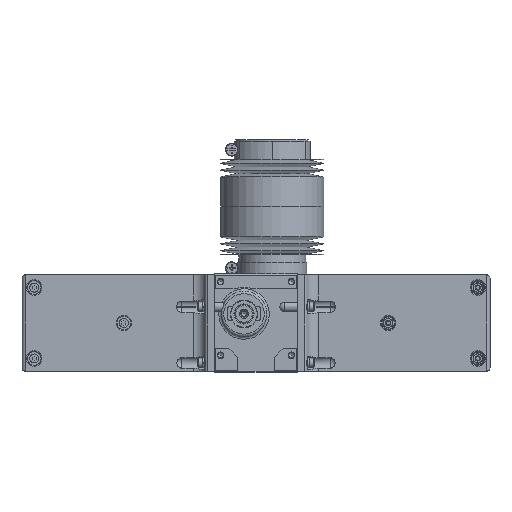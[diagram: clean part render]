
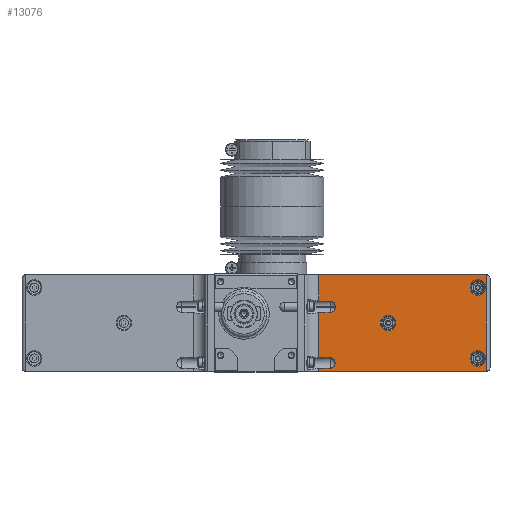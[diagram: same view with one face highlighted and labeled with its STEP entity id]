
A CAD part, top view. The second image highlights one B-rep face of the part: STEP entity #13076.
In plain terms, the highlighted face is planar.
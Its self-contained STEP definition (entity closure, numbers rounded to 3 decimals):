
#830=LINE('',#20483,#1881);
#832=LINE('',#20491,#1883);
#836=LINE('',#20505,#1887);
#838=LINE('',#20516,#1889);
#842=LINE('',#20540,#1893);
#843=LINE('',#20541,#1894);
#847=LINE('',#20565,#1898);
#848=LINE('',#20569,#1899);
#849=LINE('',#20570,#1900);
#850=LINE('',#20574,#1901);
#851=LINE('',#20578,#1902);
#1881=VECTOR('',#16292,1000.);
#1883=VECTOR('',#16300,1000.);
#1887=VECTOR('',#16316,1000.);
#1889=VECTOR('',#16322,1000.);
#1893=VECTOR('',#16330,1000.);
#1894=VECTOR('',#16331,1000.);
#1898=VECTOR('',#16347,1000.);
#1899=VECTOR('',#16350,1000.);
#1900=VECTOR('',#16351,1000.);
#1901=VECTOR('',#16354,1000.);
#1902=VECTOR('',#16357,1000.);
#3577=ORIENTED_EDGE('',*,*,#6733,.F.);
#3578=ORIENTED_EDGE('',*,*,#6734,.F.);
#3579=ORIENTED_EDGE('',*,*,#6735,.F.);
#3580=ORIENTED_EDGE('',*,*,#6736,.T.);
#3581=ORIENTED_EDGE('',*,*,#6737,.T.);
#3582=ORIENTED_EDGE('',*,*,#6738,.T.);
#3583=ORIENTED_EDGE('',*,*,#6726,.T.);
#3584=ORIENTED_EDGE('',*,*,#6703,.T.);
#3585=ORIENTED_EDGE('',*,*,#6714,.F.);
#3586=ORIENTED_EDGE('',*,*,#6707,.F.);
#3587=ORIENTED_EDGE('',*,*,#6725,.T.);
#3588=ORIENTED_EDGE('',*,*,#6739,.T.);
#3589=ORIENTED_EDGE('',*,*,#6740,.T.);
#3590=ORIENTED_EDGE('',*,*,#6741,.F.);
#3591=ORIENTED_EDGE('',*,*,#6742,.T.);
#3592=ORIENTED_EDGE('',*,*,#6743,.T.);
#3593=ORIENTED_EDGE('',*,*,#6717,.T.);
#6703=EDGE_CURVE('',#8379,#8378,#830,.T.);
#6707=EDGE_CURVE('',#8382,#8383,#832,.T.);
#6714=EDGE_CURVE('',#8383,#8378,#836,.T.);
#6717=EDGE_CURVE('',#8388,#8386,#838,.T.);
#6725=EDGE_CURVE('',#8382,#8395,#842,.T.);
#6726=EDGE_CURVE('',#8396,#8379,#843,.T.);
#6733=EDGE_CURVE('',#8402,#8402,#9520,.T.);
#6734=EDGE_CURVE('',#8403,#8403,#9521,.T.);
#6735=EDGE_CURVE('',#8404,#8404,#9522,.T.);
#6736=EDGE_CURVE('',#8386,#8405,#847,.F.);
#6737=EDGE_CURVE('',#8405,#8406,#9523,.T.);
#6738=EDGE_CURVE('',#8406,#8396,#848,.T.);
#6739=EDGE_CURVE('',#8395,#8407,#849,.F.);
#6740=EDGE_CURVE('',#8407,#8408,#9524,.T.);
#6741=EDGE_CURVE('',#8409,#8408,#850,.T.);
#6742=EDGE_CURVE('',#8409,#8410,#9525,.T.);
#6743=EDGE_CURVE('',#8410,#8388,#851,.T.);
#8378=VERTEX_POINT('',#20480);
#8379=VERTEX_POINT('',#20484);
#8382=VERTEX_POINT('',#20492);
#8383=VERTEX_POINT('',#20493);
#8386=VERTEX_POINT('',#20514);
#8388=VERTEX_POINT('',#20517);
#8395=VERTEX_POINT('',#20539);
#8396=VERTEX_POINT('',#20542);
#8402=VERTEX_POINT('',#20560);
#8403=VERTEX_POINT('',#20562);
#8404=VERTEX_POINT('',#20564);
#8405=VERTEX_POINT('',#20566);
#8406=VERTEX_POINT('',#20568);
#8407=VERTEX_POINT('',#20571);
#8408=VERTEX_POINT('',#20573);
#8409=VERTEX_POINT('',#20575);
#8410=VERTEX_POINT('',#20577);
#9520=CIRCLE('',#14194,6.);
#9521=CIRCLE('',#14195,6.);
#9522=CIRCLE('',#14196,6.);
#9523=CIRCLE('',#14197,4.);
#9524=CIRCLE('',#14198,4.);
#9525=CIRCLE('',#14199,4.);
#10242=EDGE_LOOP('',(#3577));
#10243=EDGE_LOOP('',(#3578));
#10244=EDGE_LOOP('',(#3579));
#10245=EDGE_LOOP('',(#3580,#3581,#3582,#3583,#3584,#3585,#3586,#3587,#3588,
#3589,#3590,#3591,#3592,#3593));
#11454=FACE_BOUND('',#10242,.T.);
#11455=FACE_BOUND('',#10243,.T.);
#11456=FACE_BOUND('',#10244,.T.);
#11457=FACE_BOUND('',#10245,.T.);
#12492=PLANE('',#14193);
#13076=ADVANCED_FACE('',(#11454,#11455,#11456,#11457),#12492,.F.);
#14193=AXIS2_PLACEMENT_3D('',#20558,#16339,#16340);
#14194=AXIS2_PLACEMENT_3D('',#20559,#16341,#16342);
#14195=AXIS2_PLACEMENT_3D('',#20561,#16343,#16344);
#14196=AXIS2_PLACEMENT_3D('',#20563,#16345,#16346);
#14197=AXIS2_PLACEMENT_3D('',#20567,#16348,#16349);
#14198=AXIS2_PLACEMENT_3D('',#20572,#16352,#16353);
#14199=AXIS2_PLACEMENT_3D('',#20576,#16355,#16356);
#16292=DIRECTION('',(-1.,0.,0.));
#16300=DIRECTION('',(-1.,0.,0.));
#16316=DIRECTION('',(0.,-1.,0.));
#16322=DIRECTION('',(0.,-1.,0.));
#16330=DIRECTION('',(0.,-1.,0.));
#16331=DIRECTION('',(0.,-1.,0.));
#16339=DIRECTION('',(0.,0.,1.));
#16340=DIRECTION('',(1.,0.,0.));
#16341=DIRECTION('',(0.,0.,-1.));
#16342=DIRECTION('',(-1.,0.,0.));
#16343=DIRECTION('',(0.,0.,-1.));
#16344=DIRECTION('',(-1.,0.,0.));
#16345=DIRECTION('',(0.,0.,-1.));
#16346=DIRECTION('',(-1.,0.,0.));
#16347=DIRECTION('',(1.,0.,0.));
#16348=DIRECTION('',(0.,0.,1.));
#16349=DIRECTION('',(1.,0.,0.));
#16350=DIRECTION('',(1.,0.,0.));
#16351=DIRECTION('',(1.,0.,0.));
#16352=DIRECTION('',(0.,0.,1.));
#16353=DIRECTION('',(1.,0.,0.));
#16354=DIRECTION('',(0.,1.,0.));
#16355=DIRECTION('',(0.,0.,1.));
#16356=DIRECTION('',(1.,0.,0.));
#16357=DIRECTION('',(1.,0.,0.));
#20480=CARTESIAN_POINT('',(-146.,-37.5,-16.));
#20483=CARTESIAN_POINT('',(-16.183,-37.5,-16.));
#20484=CARTESIAN_POINT('',(-16.183,-37.5,-16.));
#20491=CARTESIAN_POINT('',(-16.183,37.5,-16.));
#20492=CARTESIAN_POINT('',(-16.183,37.5,-16.));
#20493=CARTESIAN_POINT('',(-146.,37.5,-16.));
#20505=CARTESIAN_POINT('',(-146.,37.5,-16.));
#20514=CARTESIAN_POINT('',(-16.183,-27.,-16.));
#20516=CARTESIAN_POINT('',(-16.183,37.5,-16.));
#20517=CARTESIAN_POINT('',(-16.183,8.,-16.));
#20539=CARTESIAN_POINT('',(-16.183,17.,-16.));
#20540=CARTESIAN_POINT('',(-16.183,37.5,-16.));
#20541=CARTESIAN_POINT('',(-16.183,37.5,-16.));
#20542=CARTESIAN_POINT('',(-16.183,-35.,-16.));
#20558=CARTESIAN_POINT('',(-16.183,37.5,-16.));
#20559=CARTESIAN_POINT('',(-70.,0.,-16.));
#20560=CARTESIAN_POINT('',(-76.,0.,-16.));
#20561=CARTESIAN_POINT('',(-139.5,-27.5,-16.));
#20562=CARTESIAN_POINT('',(-145.5,-27.5,-16.));
#20563=CARTESIAN_POINT('',(-139.5,27.5,-16.));
#20564=CARTESIAN_POINT('',(-145.5,27.5,-16.));
#20565=CARTESIAN_POINT('',(-25.,-27.,-16.));
#20566=CARTESIAN_POINT('',(-25.,-27.,-16.));
#20567=CARTESIAN_POINT('',(-25.,-31.,-16.));
#20568=CARTESIAN_POINT('',(-25.,-35.,-16.));
#20569=CARTESIAN_POINT('',(-25.,-35.,-16.));
#20570=CARTESIAN_POINT('',(-25.,17.,-16.));
#20571=CARTESIAN_POINT('',(-25.,17.,-16.));
#20572=CARTESIAN_POINT('',(-25.,13.,-16.));
#20573=CARTESIAN_POINT('',(-29.,13.,-16.));
#20574=CARTESIAN_POINT('',(-29.,18.,-16.));
#20575=CARTESIAN_POINT('',(-29.,12.,-16.));
#20576=CARTESIAN_POINT('',(-25.,12.,-16.));
#20577=CARTESIAN_POINT('',(-25.,8.,-16.));
#20578=CARTESIAN_POINT('',(-25.,8.,-16.));
